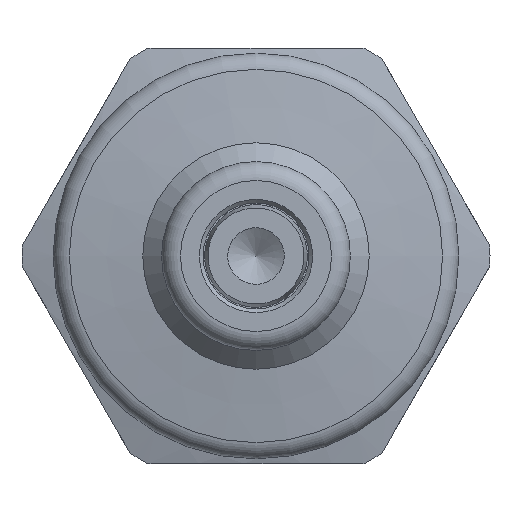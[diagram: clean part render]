
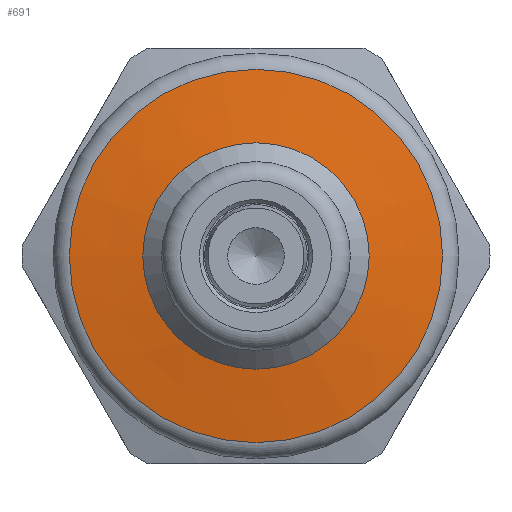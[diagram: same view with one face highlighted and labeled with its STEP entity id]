
A CAD part, left-side view. The second image highlights one B-rep face of the part: STEP entity #691.
In plain terms, the highlighted conical face has half-angle 82 degrees and reference radius 8.375 mm.
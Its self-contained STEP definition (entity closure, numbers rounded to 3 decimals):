
#27=CONICAL_SURFACE('',#779,8.375,1.431);
#44=LINE('',#1134,#75);
#75=VECTOR('',#922,8.375);
#175=FACE_OUTER_BOUND('',#218,.T.);
#218=EDGE_LOOP('',(#521,#522,#523,#524,#525));
#257=CIRCLE('',#751,6.);
#277=CIRCLE('',#780,9.889);
#278=CIRCLE('',#781,9.889);
#312=VERTEX_POINT('',#1079);
#329=VERTEX_POINT('',#1131);
#330=VERTEX_POINT('',#1132);
#376=EDGE_CURVE('',#312,#312,#257,.T.);
#402=EDGE_CURVE('',#329,#330,#277,.T.);
#403=EDGE_CURVE('',#329,#312,#44,.T.);
#404=EDGE_CURVE('',#330,#329,#278,.T.);
#521=ORIENTED_EDGE('',*,*,#402,.F.);
#522=ORIENTED_EDGE('',*,*,#403,.T.);
#523=ORIENTED_EDGE('',*,*,#376,.T.);
#524=ORIENTED_EDGE('',*,*,#403,.F.);
#525=ORIENTED_EDGE('',*,*,#404,.F.);
#691=ADVANCED_FACE('',(#175),#27,.T.);
#751=AXIS2_PLACEMENT_3D('',#1080,#856,#857);
#779=AXIS2_PLACEMENT_3D('',#1130,#918,#919);
#780=AXIS2_PLACEMENT_3D('',#1133,#920,#921);
#781=AXIS2_PLACEMENT_3D('',#1135,#923,#924);
#856=DIRECTION('center_axis',(1.,0.,0.));
#857=DIRECTION('ref_axis',(0.,1.,0.));
#918=DIRECTION('center_axis',(1.,0.,0.));
#919=DIRECTION('ref_axis',(0.,1.,0.));
#920=DIRECTION('center_axis',(1.,0.,0.));
#921=DIRECTION('ref_axis',(0.,-1.,0.));
#922=DIRECTION('',(-0.139,0.99,0.));
#923=DIRECTION('center_axis',(1.,0.,0.));
#924=DIRECTION('ref_axis',(0.,-1.,0.));
#1079=CARTESIAN_POINT('',(20.,-6.,0.));
#1080=CARTESIAN_POINT('Origin',(20.,0.,0.));
#1130=CARTESIAN_POINT('Origin',(20.334,0.,0.));
#1131=CARTESIAN_POINT('',(20.547,-9.889,0.));
#1132=CARTESIAN_POINT('',(20.547,0.,9.889));
#1133=CARTESIAN_POINT('Origin',(20.547,0.,0.));
#1134=CARTESIAN_POINT('',(20.334,-8.375,0.));
#1135=CARTESIAN_POINT('Origin',(20.547,0.,0.));
